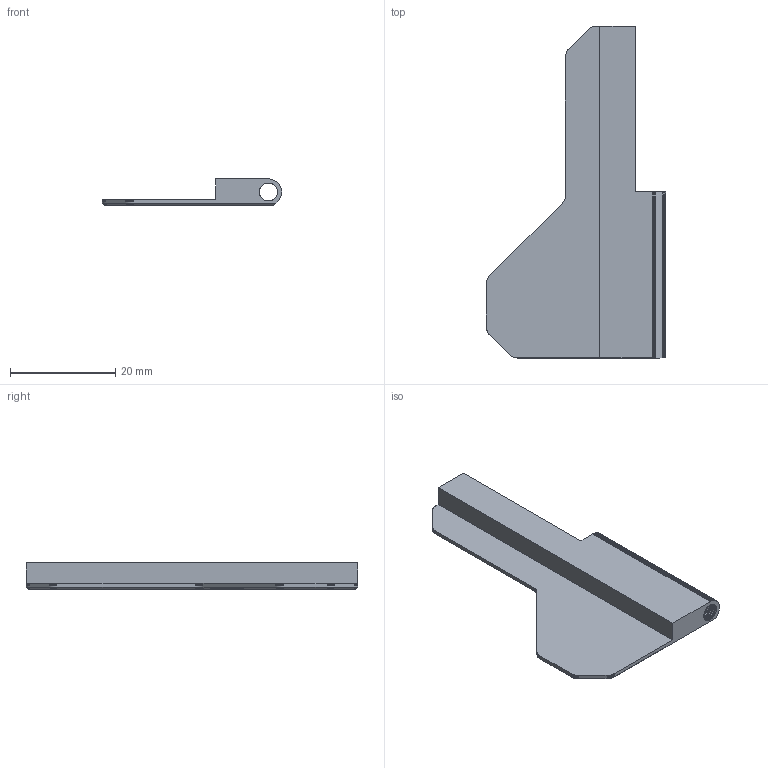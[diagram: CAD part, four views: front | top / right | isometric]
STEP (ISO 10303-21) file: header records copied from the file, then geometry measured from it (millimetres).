
FILE_DESCRIPTION(('FreeCAD Model'),'2;1');
FILE_NAME('./VORON-0/STLs/VORON0.0/V0_Panel_Mounting/For_3mm_Panels/3mm_Hinge_Top_A_x1.step','2020-04-30T21:53:59',('FreeCAD'),('FreeCAD'), 'Open CASCADE STEP processor 7.3','FreeCAD','Unknown');
FILE_SCHEMA(('AUTOMOTIVE_DESIGN { 1 0 10303 214 1 1 1 1 }'));
Length unit declared in the file: millimetre
Products named in the file (1): Open CASCADE STEP translator 7.3 1
Bounding box: 34 x 63 x 5 mm (x, y, z)
Surface area: 3718.4 mm2 (no closed solid volume)
Topology: 0 solids, 1 shells, 309 faces, 736 edges, 433 vertices
Faces by surface type: plane 309
Entity records: 8520 total; most frequent: CARTESIAN_POINT 1479, ORIENTED_EDGE 1472, DIRECTION 1356, EDGE_CURVE 736, LINE 736, VECTOR 736, VERTEX_POINT 433, FACE_BOUND 315
